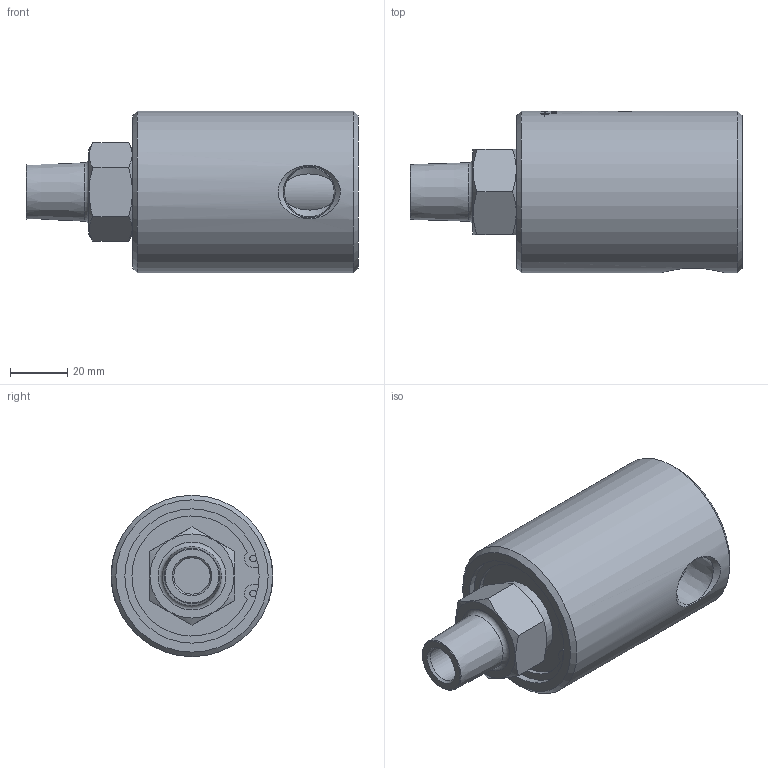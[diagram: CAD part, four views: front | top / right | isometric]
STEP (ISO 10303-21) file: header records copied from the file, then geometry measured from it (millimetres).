
FILE_DESCRIPTION(/* description */ (''),/* implementation_level */ '2;1');
FILE_NAME(/* name */ '1205-000-003-IC.stp',/* time_stamp */ '2020-05-15T17:21:56-05:00',/* author */ ('Moorera'),/* organization */ (''),/* preprocessor_version */ 'ST-DEVELOPER v18.1',/* originating_system */ 'Autodesk Inventor 2020',/* authorisation */ '');
FILE_SCHEMA (('AUTOMOTIVE_DESIGN { 1 0 10303 214 3 1 1 }'));
Products named in the file (1): 1205-000-003-IC
Bounding box: 116.43 x 56.6 x 56.6 mm (x, y, z)
Volume: 202875.2 mm3; surface area: 25762.7 mm2
Topology: 1 solids, 1 shells, 342 faces, 902 edges, 605 vertices
Faces by surface type: bspline 194, plane 86, cylinder 49, cone 12, torus 1
Full cylindrical faces by diameter (mm): 2.362 x2, 4.7 x1, 6 x1, 12.7 x1, 17.475 x1, 27.8 x1, 47.06 x1, 56.6 x1
Entity records: 55611 total; most frequent: CARTESIAN_POINT 48000, ORIENTED_EDGE 1804, DIRECTION 1086, EDGE_CURVE 902, VERTEX_POINT 605, EDGE_LOOP 385, AXIS2_PLACEMENT_3D 380, FACE_OUTER_BOUND 342
